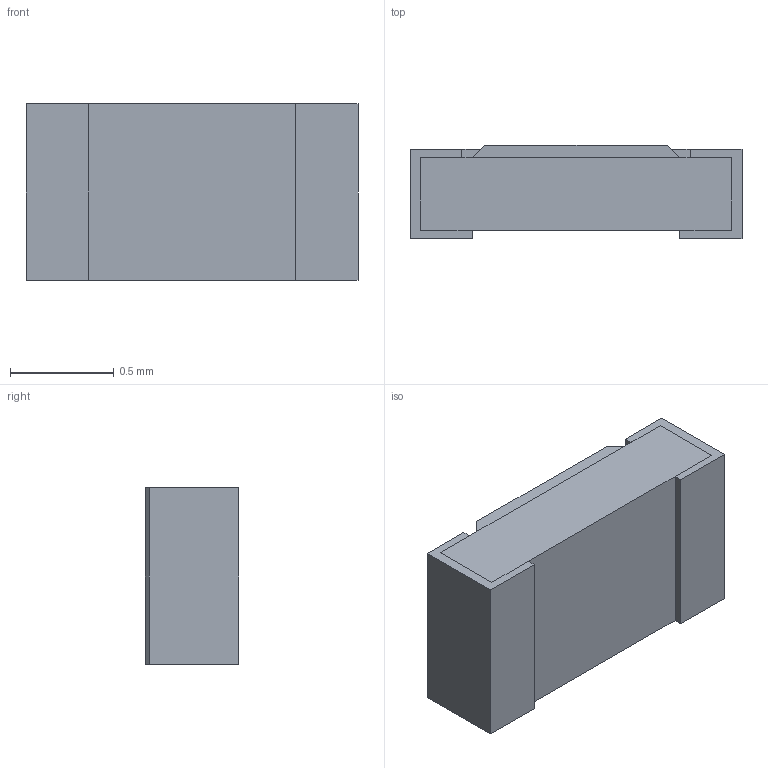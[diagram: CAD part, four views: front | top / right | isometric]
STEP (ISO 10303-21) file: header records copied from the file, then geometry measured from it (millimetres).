
FILE_DESCRIPTION (( 'STEP AP214' ), '1' );
FILE_NAME ('User Library-TNPW0603.STEP', '2014-07-10T10:21:46', ( 'Windows User' ), ( '' ), 'SwSTEP 2.0', 'SolidWorks 2014', '' );
FILE_SCHEMA (( 'AUTOMOTIVE_DESIGN' ));
Length unit declared in the file: millimetre
Products named in the file (1): User Library-TNPW0603
Bounding box: 1.6 x 0.45 x 0.85 mm (x, y, z)
Volume: 0.6 mm3; surface area: 4.9 mm2
Topology: 1 solids, 1 shells, 32 faces, 92 edges, 62 vertices
Faces by surface type: plane 32
Entity records: 1407 total; most frequent: CARTESIAN_POINT 187, ORIENTED_EDGE 184, DIRECTION 158, LINE 92, EDGE_CURVE 92, VECTOR 92, VERTEX_POINT 62, UNCERTAINTY_MEASURE_WITH_UNIT 34
